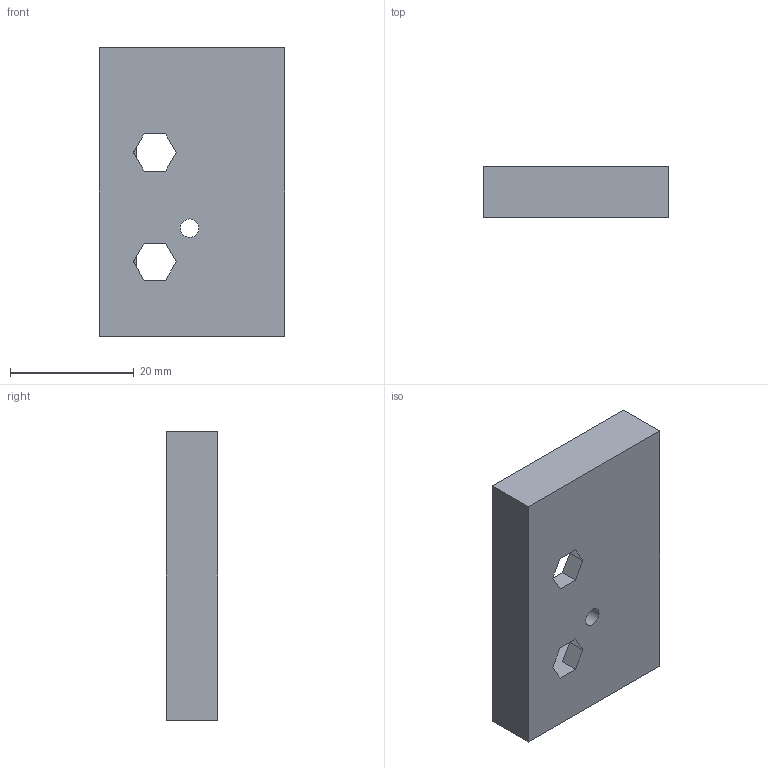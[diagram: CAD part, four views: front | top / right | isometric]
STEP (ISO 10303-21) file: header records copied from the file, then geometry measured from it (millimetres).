
FILE_DESCRIPTION(/* description */ (''),/* implementation_level */ '2;1');
FILE_NAME(/* name */ '2.1 Hindfoot base lower.stp',/* time_stamp */ '2023-04-13T12:02:31+06:00',/* author */ ('shailesh suthar'),/* organization */ (''),/* preprocessor_version */ 'ST-DEVELOPER v18.1',/* originating_system */ 'Autodesk Inventor 2022',/* authorisation */ '');
FILE_SCHEMA (('AUTOMOTIVE_DESIGN { 1 0 10303 214 3 1 1 }'));
Length unit declared in the file: millimetre
Products named in the file (1): 2.1 Hindfoot base lower
Bounding box: 30 x 8.25 x 46.5 mm (x, y, z)
Volume: 9160.6 mm3; surface area: 4504.8 mm2
Topology: 1 solids, 1 shells, 29 faces, 83 edges, 54 vertices
Faces by surface type: plane 26, cylinder 3
Full cylindrical faces by diameter (mm): 3 x1
Entity records: 986 total; most frequent: CARTESIAN_POINT 167, ORIENTED_EDGE 166, DIRECTION 149, EDGE_CURVE 83, LINE 77, VECTOR 77, VERTEX_POINT 54, AXIS2_PLACEMENT_3D 36
